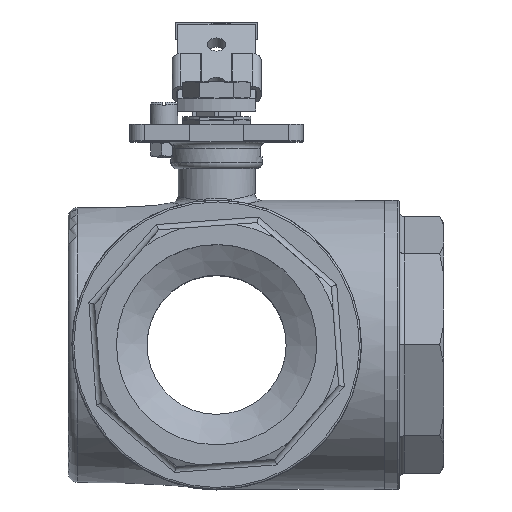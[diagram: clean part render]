
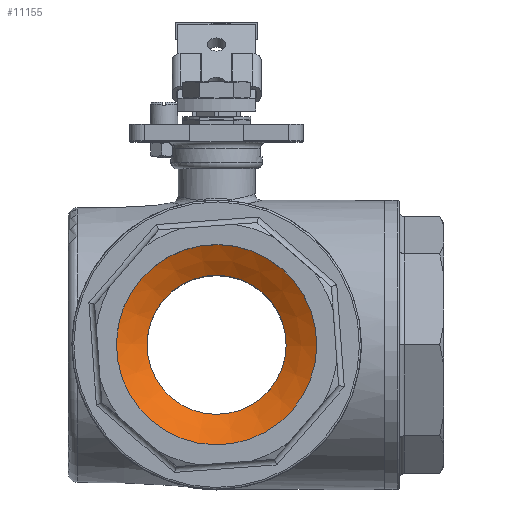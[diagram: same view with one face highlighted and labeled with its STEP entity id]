
A CAD part, top view. The second image highlights one B-rep face of the part: STEP entity #11155.
In plain terms, the highlighted conical face has half-angle 60 degrees and reference radius 37.5 mm.
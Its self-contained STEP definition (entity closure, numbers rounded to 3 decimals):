
#159=CONICAL_SURFACE('',#11988,37.5,1.047);
#651=CIRCLE('',#11985,37.5);
#652=CIRCLE('',#11987,54.);
#1319=ORIENTED_EDGE('',*,*,#4441,.F.);
#1320=ORIENTED_EDGE('',*,*,#4440,.T.);
#4440=EDGE_CURVE('',#6029,#6029,#651,.T.);
#4441=EDGE_CURVE('',#6030,#6030,#652,.T.);
#6029=VERTEX_POINT('',#15846);
#6030=VERTEX_POINT('',#15849);
#9172=EDGE_LOOP('',(#1319));
#9173=EDGE_LOOP('',(#1320));
#9981=FACE_BOUND('',#9172,.T.);
#9982=FACE_BOUND('',#9173,.T.);
#11155=ADVANCED_FACE('',(#9981,#9982),#159,.F.);
#11985=AXIS2_PLACEMENT_3D('',#15845,#13047,#13048);
#11987=AXIS2_PLACEMENT_3D('',#15848,#13051,#13052);
#11988=AXIS2_PLACEMENT_3D('',#15850,#13053,#13054);
#13047=DIRECTION('',(1.,0.,0.));
#13048=DIRECTION('',(0.,1.,0.));
#13051=DIRECTION('',(1.,0.,0.));
#13052=DIRECTION('',(0.,1.,0.));
#13053=DIRECTION('',(-1.,0.,0.));
#13054=DIRECTION('',(0.,-1.,0.));
#15845=CARTESIAN_POINT('',(52.976,0.,0.));
#15846=CARTESIAN_POINT('',(52.976,37.5,0.));
#15848=CARTESIAN_POINT('',(43.45,0.,0.));
#15849=CARTESIAN_POINT('',(43.45,54.,0.));
#15850=CARTESIAN_POINT('',(52.976,0.,0.));
